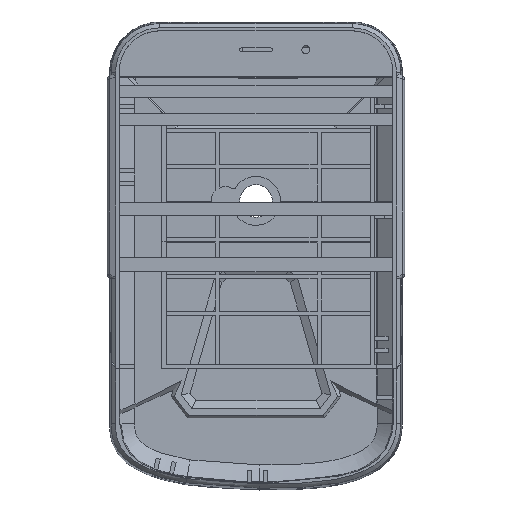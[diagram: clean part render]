
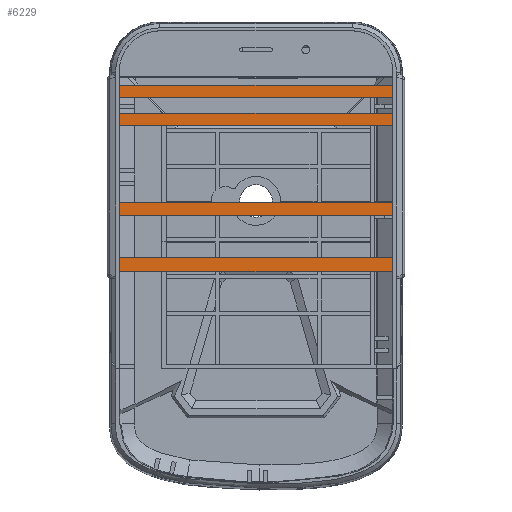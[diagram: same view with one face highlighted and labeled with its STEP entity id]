
A CAD part, top view. The second image highlights one B-rep face of the part: STEP entity #6229.
In plain terms, the highlighted planar face has unit normal (0, 0, 1).
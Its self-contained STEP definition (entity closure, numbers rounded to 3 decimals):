
#668=DIRECTION('',(0.,1.,0.));
#669=VECTOR('',#668,10.444);
#670=CARTESIAN_POINT('',(103.05,121.227,3.3));
#671=LINE('',#670,#669);
#710=DIRECTION('',(0.,1.,0.));
#711=VECTOR('',#710,19.1);
#712=CARTESIAN_POINT('',(103.05,134.671,3.3));
#713=LINE('',#712,#711);
#752=DIRECTION('',(0.,1.,0.));
#753=VECTOR('',#752,4.);
#754=CARTESIAN_POINT('',(103.05,156.671,3.3));
#755=LINE('',#754,#753);
#794=DIRECTION('',(0.,1.,0.));
#795=VECTOR('',#794,2.);
#796=CARTESIAN_POINT('',(103.05,163.571,3.3));
#797=LINE('',#796,#795);
#846=DIRECTION('',(0.,1.,0.));
#847=VECTOR('',#846,1.2);
#848=CARTESIAN_POINT('',(103.05,116.527,3.3));
#849=LINE('',#848,#847);
#888=DIRECTION('',(-1.,0.,0.));
#889=VECTOR('',#888,67.357);
#890=CARTESIAN_POINT('',(170.407,121.227,3.3));
#891=LINE('',#890,#889);
#895=DIRECTION('',(0.,1.,0.));
#896=VECTOR('',#895,10.444);
#897=CARTESIAN_POINT('',(170.407,121.227,3.3));
#898=LINE('',#897,#896);
#902=DIRECTION('',(0.,1.,0.));
#903=VECTOR('',#902,1.2);
#904=CARTESIAN_POINT('',(170.407,116.527,3.3));
#905=LINE('',#904,#903);
#909=DIRECTION('',(0.,1.,0.));
#910=VECTOR('',#909,49.044);
#911=CARTESIAN_POINT('',(101.217,116.527,3.3));
#912=LINE('',#911,#910);
#916=DIRECTION('',(0.,1.,0.));
#917=VECTOR('',#916,2.);
#918=CARTESIAN_POINT('',(170.407,163.571,3.3));
#919=LINE('',#918,#917);
#923=DIRECTION('',(0.,1.,0.));
#924=VECTOR('',#923,19.1);
#925=CARTESIAN_POINT('',(170.407,134.671,3.3));
#926=LINE('',#925,#924);
#930=DIRECTION('',(0.,1.,0.));
#931=VECTOR('',#930,4.);
#932=CARTESIAN_POINT('',(170.407,156.671,3.3));
#933=LINE('',#932,#931);
#951=DIRECTION('',(1.,0.,0.));
#952=VECTOR('',#951,67.357);
#953=CARTESIAN_POINT('',(103.05,131.671,3.3));
#954=LINE('',#953,#952);
#1014=DIRECTION('',(1.,0.,0.));
#1015=VECTOR('',#1014,67.357);
#1016=CARTESIAN_POINT('',(103.05,160.671,3.3));
#1017=LINE('',#1016,#1015);
#1098=DIRECTION('',(1.,0.,0.));
#1099=VECTOR('',#1098,67.357);
#1100=CARTESIAN_POINT('',(103.05,153.771,3.3));
#1101=LINE('',#1100,#1099);
#1133=DIRECTION('',(-1.,0.,0.));
#1134=VECTOR('',#1133,67.357);
#1135=CARTESIAN_POINT('',(170.407,156.671,3.3));
#1136=LINE('',#1135,#1134);
#1161=DIRECTION('',(-1.,0.,0.));
#1162=VECTOR('',#1161,67.357);
#1163=CARTESIAN_POINT('',(170.407,134.671,3.3));
#1164=LINE('',#1163,#1162);
#1189=DIRECTION('',(-1.,0.,0.));
#1190=VECTOR('',#1189,67.357);
#1191=CARTESIAN_POINT('',(170.407,163.571,3.3));
#1192=LINE('',#1191,#1190);
#1196=DIRECTION('',(-1.,0.,0.));
#1197=VECTOR('',#1196,1.833);
#1198=CARTESIAN_POINT('',(103.05,165.571,3.3));
#1199=LINE('',#1198,#1197);
#1217=DIRECTION('',(-1.,0.,0.));
#1218=VECTOR('',#1217,1.933);
#1219=CARTESIAN_POINT('',(172.341,165.571,3.3));
#1220=LINE('',#1219,#1218);
#2394=DIRECTION('',(1.,0.,0.));
#2395=VECTOR('',#2394,1.933);
#2396=CARTESIAN_POINT('',(170.407,116.527,3.3));
#2397=LINE('',#2396,#2395);
#2415=DIRECTION('',(0.,1.,0.));
#2416=VECTOR('',#2415,49.044);
#2417=CARTESIAN_POINT('',(172.341,116.527,3.3));
#2418=LINE('',#2417,#2416);
#3034=DIRECTION('',(1.,0.,0.));
#3035=VECTOR('',#3034,67.357);
#3036=CARTESIAN_POINT('',(103.05,117.727,3.3));
#3037=LINE('',#3036,#3035);
#4904=DIRECTION('',(1.,0.,0.));
#4905=VECTOR('',#4904,1.833);
#4906=CARTESIAN_POINT('',(101.217,116.527,3.3));
#4907=LINE('',#4906,#4905);
#4926=CARTESIAN_POINT('',(103.05,116.527,3.3));
#4928=VERTEX_POINT('',#4926);
#4934=CARTESIAN_POINT('',(101.217,116.527,3.3));
#4935=VERTEX_POINT('',#4934);
#4940=CARTESIAN_POINT('',(101.217,165.571,3.3));
#4941=VERTEX_POINT('',#4940);
#4942=CARTESIAN_POINT('',(172.341,165.571,3.3));
#4943=CARTESIAN_POINT('',(170.407,165.571,3.3));
#4944=VERTEX_POINT('',#4942);
#4945=VERTEX_POINT('',#4943);
#4946=CARTESIAN_POINT('',(172.341,116.527,3.3));
#4947=VERTEX_POINT('',#4946);
#4948=CARTESIAN_POINT('',(170.407,116.527,3.3));
#4949=VERTEX_POINT('',#4948);
#4950=CARTESIAN_POINT('',(103.05,165.571,3.3));
#4951=VERTEX_POINT('',#4950);
#5539=CARTESIAN_POINT('',(170.407,117.727,3.3));
#5540=VERTEX_POINT('',#5539);
#5541=CARTESIAN_POINT('',(103.05,117.727,3.3));
#5542=VERTEX_POINT('',#5541);
#5543=CARTESIAN_POINT('',(170.407,121.227,3.3));
#5544=CARTESIAN_POINT('',(103.05,121.227,3.3));
#5545=VERTEX_POINT('',#5543);
#5546=VERTEX_POINT('',#5544);
#5547=CARTESIAN_POINT('',(103.05,131.671,3.3));
#5548=VERTEX_POINT('',#5547);
#5549=CARTESIAN_POINT('',(170.407,131.671,3.3));
#5550=VERTEX_POINT('',#5549);
#5551=CARTESIAN_POINT('',(170.407,134.671,3.3));
#5552=CARTESIAN_POINT('',(103.05,134.671,3.3));
#5553=VERTEX_POINT('',#5551);
#5554=VERTEX_POINT('',#5552);
#5555=CARTESIAN_POINT('',(103.05,153.771,3.3));
#5556=VERTEX_POINT('',#5555);
#5557=CARTESIAN_POINT('',(170.407,153.771,3.3));
#5558=VERTEX_POINT('',#5557);
#5559=CARTESIAN_POINT('',(170.407,156.671,3.3));
#5560=CARTESIAN_POINT('',(103.05,156.671,3.3));
#5561=VERTEX_POINT('',#5559);
#5562=VERTEX_POINT('',#5560);
#5563=CARTESIAN_POINT('',(103.05,160.671,3.3));
#5564=VERTEX_POINT('',#5563);
#5565=CARTESIAN_POINT('',(170.407,160.671,3.3));
#5566=VERTEX_POINT('',#5565);
#5567=CARTESIAN_POINT('',(170.407,163.571,3.3));
#5568=VERTEX_POINT('',#5567);
#5569=CARTESIAN_POINT('',(103.05,163.571,3.3));
#5570=VERTEX_POINT('',#5569);
#6179=CARTESIAN_POINT('',(0.,0.,3.3));
#6180=DIRECTION('',(0.,0.,1.));
#6181=DIRECTION('',(1.,0.,0.));
#6182=AXIS2_PLACEMENT_3D('',#6179,#6180,#6181);
#6183=PLANE('',#6182);
#6185=ORIENTED_EDGE('',*,*,#6184,.F.);
#6187=ORIENTED_EDGE('',*,*,#6186,.F.);
#6189=ORIENTED_EDGE('',*,*,#6188,.F.);
#6190=ORIENTED_EDGE('',*,*,#5969,.T.);
#6192=ORIENTED_EDGE('',*,*,#6191,.F.);
#6193=ORIENTED_EDGE('',*,*,#6156,.F.);
#6195=ORIENTED_EDGE('',*,*,#6194,.F.);
#6197=ORIENTED_EDGE('',*,*,#6196,.T.);
#6199=ORIENTED_EDGE('',*,*,#6198,.F.);
#6200=ORIENTED_EDGE('',*,*,#6124,.F.);
#6202=ORIENTED_EDGE('',*,*,#6201,.F.);
#6203=ORIENTED_EDGE('',*,*,#5901,.T.);
#6204=EDGE_LOOP('',(#6185,#6187,#6189,#6190,#6192,#6193,#6195,#6197,#6199,#6200,
#6202,#6203));
#6205=FACE_OUTER_BOUND('',#6204,.F.);
#6206=ORIENTED_EDGE('',*,*,#5949,.T.);
#6208=ORIENTED_EDGE('',*,*,#6207,.F.);
#6209=ORIENTED_EDGE('',*,*,#6076,.F.);
#6210=ORIENTED_EDGE('',*,*,#6174,.F.);
#6211=EDGE_LOOP('',(#6206,#6208,#6209,#6210));
#6212=FACE_BOUND('',#6211,.F.);
#6213=ORIENTED_EDGE('',*,*,#5933,.T.);
#6215=ORIENTED_EDGE('',*,*,#6214,.F.);
#6216=ORIENTED_EDGE('',*,*,#6092,.F.);
#6218=ORIENTED_EDGE('',*,*,#6217,.F.);
#6219=EDGE_LOOP('',(#6213,#6215,#6216,#6218));
#6220=FACE_BOUND('',#6219,.F.);
#6221=ORIENTED_EDGE('',*,*,#6108,.F.);
#6223=ORIENTED_EDGE('',*,*,#6222,.F.);
#6224=ORIENTED_EDGE('',*,*,#5917,.T.);
#6226=ORIENTED_EDGE('',*,*,#6225,.F.);
#6227=EDGE_LOOP('',(#6221,#6223,#6224,#6226));
#6228=FACE_BOUND('',#6227,.F.);
#5901=EDGE_CURVE('',#5568,#4945,#919,.T.);
#5917=EDGE_CURVE('',#5561,#5566,#933,.T.);
#5933=EDGE_CURVE('',#5553,#5558,#926,.T.);
#5949=EDGE_CURVE('',#5545,#5550,#898,.T.);
#5969=EDGE_CURVE('',#4949,#5540,#905,.T.);
#6076=EDGE_CURVE('',#5546,#5548,#671,.T.);
#6092=EDGE_CURVE('',#5554,#5556,#713,.T.);
#6108=EDGE_CURVE('',#5562,#5564,#755,.T.);
#6124=EDGE_CURVE('',#5570,#4951,#797,.T.);
#6156=EDGE_CURVE('',#4928,#5542,#849,.T.);
#6174=EDGE_CURVE('',#5545,#5546,#891,.T.);
#6184=EDGE_CURVE('',#4944,#4945,#1220,.T.);
#6186=EDGE_CURVE('',#4947,#4944,#2418,.T.);
#6188=EDGE_CURVE('',#4949,#4947,#2397,.T.);
#6191=EDGE_CURVE('',#5542,#5540,#3037,.T.);
#6194=EDGE_CURVE('',#4935,#4928,#4907,.T.);
#6196=EDGE_CURVE('',#4935,#4941,#912,.T.);
#6198=EDGE_CURVE('',#4951,#4941,#1199,.T.);
#6201=EDGE_CURVE('',#5568,#5570,#1192,.T.);
#6207=EDGE_CURVE('',#5548,#5550,#954,.T.);
#6214=EDGE_CURVE('',#5556,#5558,#1101,.T.);
#6217=EDGE_CURVE('',#5553,#5554,#1164,.T.);
#6222=EDGE_CURVE('',#5561,#5562,#1136,.T.);
#6225=EDGE_CURVE('',#5564,#5566,#1017,.T.);
#6229=ADVANCED_FACE('',(#6205,#6212,#6220,#6228),#6183,.T.);
